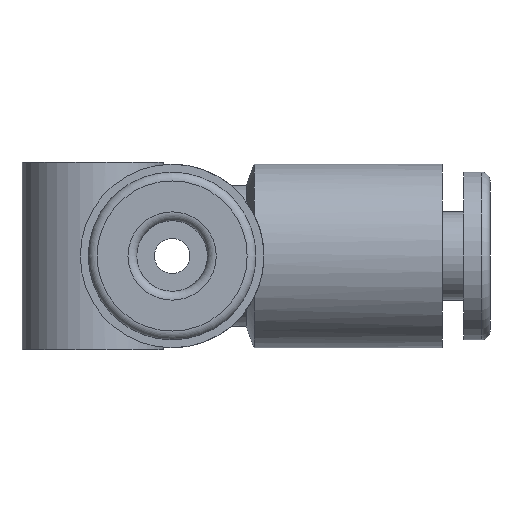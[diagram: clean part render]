
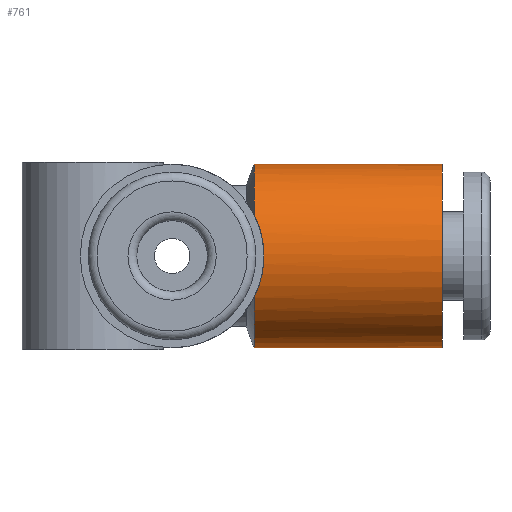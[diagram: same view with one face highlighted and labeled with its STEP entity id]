
A CAD part, left-side view. The second image highlights one B-rep face of the part: STEP entity #761.
In plain terms, the highlighted cylindrical face has radius 5.2 mm (diameter 10.4 mm), a full revolution.
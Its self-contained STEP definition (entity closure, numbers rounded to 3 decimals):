
#28=ELLIPSE('',#865,7.354,5.2);
#29=ELLIPSE('',#890,7.354,5.2);
#78=FACE_OUTER_BOUND('',#119,.T.);
#119=EDGE_LOOP('',(#593,#594,#595,#596,#597,#598,#599,#600,#601,#602));
#168=LINE('',#1451,#189);
#189=VECTOR('',#1117,5.2);
#256=CIRCLE('',#881,5.2);
#257=CIRCLE('',#882,5.2);
#260=CIRCLE('',#885,5.2);
#261=CIRCLE('',#886,5.2);
#262=CIRCLE('',#888,5.2);
#263=CIRCLE('',#889,5.2);
#321=VERTEX_POINT('',#1370);
#323=VERTEX_POINT('',#1373);
#339=VERTEX_POINT('',#1426);
#340=VERTEX_POINT('',#1428);
#343=VERTEX_POINT('',#1435);
#344=VERTEX_POINT('',#1437);
#345=VERTEX_POINT('',#1450);
#346=VERTEX_POINT('',#1452);
#426=EDGE_CURVE('',#323,#321,#28,.T.);
#440=EDGE_CURVE('',#323,#339,#256,.T.);
#441=EDGE_CURVE('',#340,#321,#257,.T.);
#445=EDGE_CURVE('',#343,#340,#260,.T.);
#447=EDGE_CURVE('',#339,#344,#261,.T.);
#448=EDGE_CURVE('',#339,#345,#168,.T.);
#449=EDGE_CURVE('',#346,#345,#262,.T.);
#450=EDGE_CURVE('',#345,#346,#263,.T.);
#451=EDGE_CURVE('',#344,#343,#29,.T.);
#593=ORIENTED_EDGE('',*,*,#445,.T.);
#594=ORIENTED_EDGE('',*,*,#441,.T.);
#595=ORIENTED_EDGE('',*,*,#426,.F.);
#596=ORIENTED_EDGE('',*,*,#440,.T.);
#597=ORIENTED_EDGE('',*,*,#448,.T.);
#598=ORIENTED_EDGE('',*,*,#449,.F.);
#599=ORIENTED_EDGE('',*,*,#450,.F.);
#600=ORIENTED_EDGE('',*,*,#448,.F.);
#601=ORIENTED_EDGE('',*,*,#447,.T.);
#602=ORIENTED_EDGE('',*,*,#451,.T.);
#718=CYLINDRICAL_SURFACE('',#887,5.2);
#761=ADVANCED_FACE('',(#78),#718,.T.);
#865=AXIS2_PLACEMENT_3D('',#1398,#1068,#1069);
#881=AXIS2_PLACEMENT_3D('',#1427,#1102,#1103);
#882=AXIS2_PLACEMENT_3D('',#1429,#1104,#1105);
#885=AXIS2_PLACEMENT_3D('',#1436,#1111,#1112);
#886=AXIS2_PLACEMENT_3D('',#1448,#1113,#1114);
#887=AXIS2_PLACEMENT_3D('',#1449,#1115,#1116);
#888=AXIS2_PLACEMENT_3D('',#1453,#1118,#1119);
#889=AXIS2_PLACEMENT_3D('',#1454,#1120,#1121);
#890=AXIS2_PLACEMENT_3D('',#1455,#1122,#1123);
#1068=DIRECTION('center_axis',(-0.707,0.707,0.));
#1069=DIRECTION('ref_axis',(0.707,0.707,0.));
#1102=DIRECTION('center_axis',(0.,-1.,0.));
#1103=DIRECTION('ref_axis',(0.,0.,-1.));
#1104=DIRECTION('center_axis',(0.,-1.,0.));
#1105=DIRECTION('ref_axis',(0.,0.,-1.));
#1111=DIRECTION('center_axis',(0.,-1.,0.));
#1112=DIRECTION('ref_axis',(0.,0.,-1.));
#1113=DIRECTION('center_axis',(0.,-1.,0.));
#1114=DIRECTION('ref_axis',(0.,0.,-1.));
#1115=DIRECTION('center_axis',(0.,1.,0.));
#1116=DIRECTION('ref_axis',(0.,0.,1.));
#1117=DIRECTION('',(0.,-1.,0.));
#1118=DIRECTION('center_axis',(0.,-1.,0.));
#1119=DIRECTION('ref_axis',(0.,0.,-1.));
#1120=DIRECTION('center_axis',(0.,-1.,0.));
#1121=DIRECTION('ref_axis',(0.,0.,-1.));
#1122=DIRECTION('center_axis',(-0.707,-0.707,0.));
#1123=DIRECTION('ref_axis',(0.707,-0.707,0.));
#1370=CARTESIAN_POINT('',(-4.637,-4.637,2.354));
#1373=CARTESIAN_POINT('',(-4.637,-4.637,-2.354));
#1398=CARTESIAN_POINT('Origin',(0.,0.,
0.));
#1426=CARTESIAN_POINT('',(0.,-4.637,-5.2));
#1427=CARTESIAN_POINT('Origin',(0.,-4.637,
0.));
#1428=CARTESIAN_POINT('',(0.,-4.637,5.2));
#1429=CARTESIAN_POINT('Origin',(0.,-4.637,
0.));
#1435=CARTESIAN_POINT('',(4.637,-4.637,2.354));
#1436=CARTESIAN_POINT('Origin',(0.,-4.637,
0.));
#1437=CARTESIAN_POINT('',(4.637,-4.637,-2.354));
#1448=CARTESIAN_POINT('Origin',(0.,-4.637,
0.));
#1449=CARTESIAN_POINT('Origin',(0.,-30.008,
0.));
#1450=CARTESIAN_POINT('',(0.,-15.3,-5.2));
#1451=CARTESIAN_POINT('',(0.,-30.008,-5.2));
#1452=CARTESIAN_POINT('',(0.,-15.3,5.2));
#1453=CARTESIAN_POINT('Origin',(0.,-15.3,0.));
#1454=CARTESIAN_POINT('Origin',(0.,-15.3,0.));
#1455=CARTESIAN_POINT('Origin',(0.,0.,
0.));
